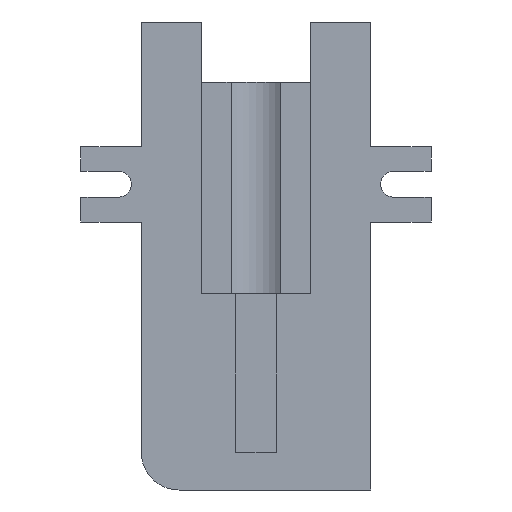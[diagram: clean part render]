
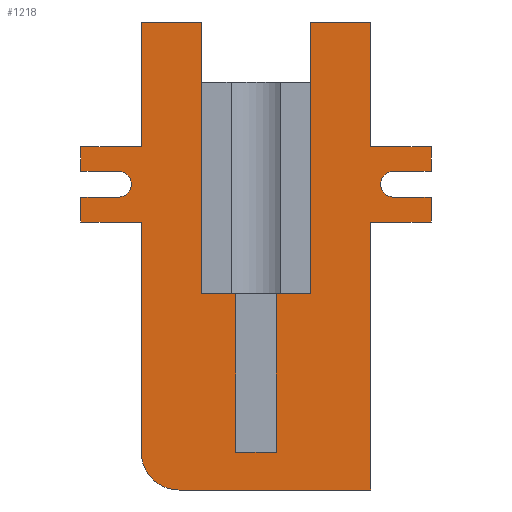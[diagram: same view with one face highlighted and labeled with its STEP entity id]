
A CAD part, front view. The second image highlights one B-rep face of the part: STEP entity #1218.
In plain terms, the highlighted planar face has unit normal (0, -1, 0).
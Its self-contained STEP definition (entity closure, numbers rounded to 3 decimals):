
#498=CARTESIAN_POINT('',(23.2,0.,7.8));
#499=VERTEX_POINT('',#498);
#506=CARTESIAN_POINT('',(23.2,0.,4.5));
#507=VERTEX_POINT('',#506);
#508=CARTESIAN_POINT('',(23.2,0.,7.8));
#509=DIRECTION('',(0.,0.,-1.));
#510=VECTOR('',#509,3.3);
#511=LINE('',#508,#510);
#512=EDGE_CURVE('',#499,#507,#511,.T.);
#528=CARTESIAN_POINT('',(15.2,0.,4.5));
#529=VERTEX_POINT('',#528);
#530=CARTESIAN_POINT('',(23.2,0.,4.5));
#531=DIRECTION('',(-1.,0.,0.));
#532=VECTOR('',#531,8.);
#533=LINE('',#530,#532);
#534=EDGE_CURVE('',#507,#529,#533,.T.);
#552=CARTESIAN_POINT('',(15.2,0.,-31.));
#553=VERTEX_POINT('',#552);
#554=CARTESIAN_POINT('',(15.2,0.,4.5));
#555=DIRECTION('',(0.,0.,-1.));
#556=VECTOR('',#555,35.5);
#557=LINE('',#554,#556);
#558=EDGE_CURVE('',#529,#553,#557,.T.);
#576=CARTESIAN_POINT('',(15.2,0.,31.));
#577=VERTEX_POINT('',#576);
#584=CARTESIAN_POINT('',(15.2,0.,14.5));
#585=VERTEX_POINT('',#584);
#586=CARTESIAN_POINT('',(15.2,0.,31.));
#587=DIRECTION('',(0.,0.,-1.));
#588=VECTOR('',#587,16.5);
#589=LINE('',#586,#588);
#590=EDGE_CURVE('',#577,#585,#589,.T.);
#608=CARTESIAN_POINT('',(-10.2,0.,-31.));
#609=VERTEX_POINT('',#608);
#610=CARTESIAN_POINT('',(-10.2,0.,-31.));
#611=DIRECTION('',(1.,0.,-0.));
#612=VECTOR('',#611,25.4);
#613=LINE('',#610,#612);
#614=EDGE_CURVE('',#609,#553,#613,.T.);
#647=CARTESIAN_POINT('',(-15.2,0.,-26.));
#648=VERTEX_POINT('',#647);
#655=CARTESIAN_POINT('',(-15.2,0.,4.5));
#656=VERTEX_POINT('',#655);
#657=CARTESIAN_POINT('',(-15.2,0.,4.5));
#658=DIRECTION('',(0.,0.,-1.));
#659=VECTOR('',#658,30.5);
#660=LINE('',#657,#659);
#661=EDGE_CURVE('',#656,#648,#660,.T.);
#677=CARTESIAN_POINT('',(-23.2,0.,4.5));
#678=VERTEX_POINT('',#677);
#679=CARTESIAN_POINT('',(-23.2,0.,4.5));
#680=DIRECTION('',(1.,0.,0.));
#681=VECTOR('',#680,8.);
#682=LINE('',#679,#681);
#683=EDGE_CURVE('',#678,#656,#682,.T.);
#701=CARTESIAN_POINT('',(-23.2,0.,7.8));
#702=VERTEX_POINT('',#701);
#703=CARTESIAN_POINT('',(-23.2,0.,7.8));
#704=DIRECTION('',(0.,0.,-1.));
#705=VECTOR('',#704,3.3);
#706=LINE('',#703,#705);
#707=EDGE_CURVE('',#702,#678,#706,.T.);
#725=CARTESIAN_POINT('',(-18.2,0.,7.8));
#726=VERTEX_POINT('',#725);
#727=CARTESIAN_POINT('',(-18.2,0.,7.8));
#728=DIRECTION('',(-1.,0.,0.));
#729=VECTOR('',#728,5.);
#730=LINE('',#727,#729);
#731=EDGE_CURVE('',#726,#702,#730,.T.);
#749=CARTESIAN_POINT('',(-18.2,0.,11.2));
#750=VERTEX_POINT('',#749);
#751=CARTESIAN_POINT('',(-18.2,0.,9.5));
#752=DIRECTION('',(0.,-1.,0.));
#753=DIRECTION('',(0.,0.,-1.));
#754=AXIS2_PLACEMENT_3D('',#751,#752,#753);
#755=CIRCLE('',#754,1.7);
#756=EDGE_CURVE('',#726,#750,#755,.T.);
#774=CARTESIAN_POINT('',(-23.2,0.,11.2));
#775=VERTEX_POINT('',#774);
#776=CARTESIAN_POINT('',(-18.2,0.,11.2));
#777=DIRECTION('',(-1.,0.,0.));
#778=VECTOR('',#777,5.);
#779=LINE('',#776,#778);
#780=EDGE_CURVE('',#750,#775,#779,.T.);
#798=CARTESIAN_POINT('',(-23.2,0.,14.5));
#799=VERTEX_POINT('',#798);
#800=CARTESIAN_POINT('',(-23.2,0.,14.5));
#801=DIRECTION('',(-0.,0.,-1.));
#802=VECTOR('',#801,3.3);
#803=LINE('',#800,#802);
#804=EDGE_CURVE('',#799,#775,#803,.T.);
#822=CARTESIAN_POINT('',(-15.2,0.,14.5));
#823=VERTEX_POINT('',#822);
#824=CARTESIAN_POINT('',(-23.2,0.,14.5));
#825=DIRECTION('',(1.,0.,0.));
#826=VECTOR('',#825,8.);
#827=LINE('',#824,#826);
#828=EDGE_CURVE('',#799,#823,#827,.T.);
#846=CARTESIAN_POINT('',(-15.2,0.,31.));
#847=VERTEX_POINT('',#846);
#848=CARTESIAN_POINT('',(-15.2,0.,31.));
#849=DIRECTION('',(0.,0.,-1.));
#850=VECTOR('',#849,16.5);
#851=LINE('',#848,#850);
#852=EDGE_CURVE('',#847,#823,#851,.T.);
#870=CARTESIAN_POINT('',(-7.2,0.,31.));
#871=VERTEX_POINT('',#870);
#872=CARTESIAN_POINT('',(-15.2,0.,31.));
#873=DIRECTION('',(1.,0.,0.));
#874=VECTOR('',#873,8.);
#875=LINE('',#872,#874);
#876=EDGE_CURVE('',#847,#871,#875,.T.);
#903=CARTESIAN_POINT('',(-7.2,0.,-5.));
#904=VERTEX_POINT('',#903);
#920=CARTESIAN_POINT('',(-7.2,0.,-5.));
#921=DIRECTION('',(-0.,0.,1.));
#922=VECTOR('',#921,36.);
#923=LINE('',#920,#922);
#924=EDGE_CURVE('',#904,#871,#923,.T.);
#934=CARTESIAN_POINT('',(2.65,0.,-26.));
#935=VERTEX_POINT('',#934);
#943=CARTESIAN_POINT('',(-2.65,0.,-26.));
#944=VERTEX_POINT('',#943);
#951=CARTESIAN_POINT('',(-2.65,0.,-26.));
#952=DIRECTION('',(1.,0.,-0.));
#953=VECTOR('',#952,5.3);
#954=LINE('',#951,#953);
#955=EDGE_CURVE('',#944,#935,#954,.T.);
#991=CARTESIAN_POINT('',(7.2,0.,-5.));
#992=VERTEX_POINT('',#991);
#999=CARTESIAN_POINT('',(7.2,0.,31.));
#1000=VERTEX_POINT('',#999);
#1001=CARTESIAN_POINT('',(7.2,0.,-5.));
#1002=DIRECTION('',(0.,0.,1.));
#1003=VECTOR('',#1002,36.);
#1004=LINE('',#1001,#1003);
#1005=EDGE_CURVE('',#992,#1000,#1004,.T.);
#1029=CARTESIAN_POINT('',(7.2,0.,31.));
#1030=DIRECTION('',(1.,0.,-0.));
#1031=VECTOR('',#1030,8.);
#1032=LINE('',#1029,#1031);
#1033=EDGE_CURVE('',#1000,#577,#1032,.T.);
#1043=CARTESIAN_POINT('',(23.2,0.,14.5));
#1044=VERTEX_POINT('',#1043);
#1045=CARTESIAN_POINT('',(23.2,0.,14.5));
#1046=DIRECTION('',(-1.,0.,0.));
#1047=VECTOR('',#1046,8.);
#1048=LINE('',#1045,#1047);
#1049=EDGE_CURVE('',#1044,#585,#1048,.T.);
#1067=CARTESIAN_POINT('',(23.2,0.,11.2));
#1068=VERTEX_POINT('',#1067);
#1077=CARTESIAN_POINT('',(23.2,0.,14.5));
#1078=DIRECTION('',(0.,0.,-1.));
#1079=VECTOR('',#1078,3.3);
#1080=LINE('',#1077,#1079);
#1081=EDGE_CURVE('',#1044,#1068,#1080,.T.);
#1091=CARTESIAN_POINT('',(18.2,0.,11.2));
#1092=VERTEX_POINT('',#1091);
#1093=CARTESIAN_POINT('',(18.2,0.,11.2));
#1094=DIRECTION('',(1.,0.,-0.));
#1095=VECTOR('',#1094,5.);
#1096=LINE('',#1093,#1095);
#1097=EDGE_CURVE('',#1092,#1068,#1096,.T.);
#1115=CARTESIAN_POINT('',(18.2,0.,7.8));
#1116=VERTEX_POINT('',#1115);
#1117=CARTESIAN_POINT('',(18.2,0.,9.5));
#1118=DIRECTION('',(0.,1.,0.));
#1119=DIRECTION('',(0.,-0.,1.));
#1120=AXIS2_PLACEMENT_3D('',#1117,#1118,#1119);
#1121=CIRCLE('',#1120,1.7);
#1122=EDGE_CURVE('',#1116,#1092,#1121,.T.);
#1140=CARTESIAN_POINT('',(18.2,0.,7.8));
#1141=DIRECTION('',(1.,0.,-0.));
#1142=VECTOR('',#1141,5.);
#1143=LINE('',#1140,#1142);
#1144=EDGE_CURVE('',#1116,#499,#1143,.T.);
#1152=CARTESIAN_POINT('',(-18.2,0.,9.5));
#1153=DIRECTION('',(0.,-1.,0.));
#1154=DIRECTION('',(0.,0.,-1.));
#1155=AXIS2_PLACEMENT_3D('',#1152,#1153,#1154);
#1156=PLANE('',#1155);
#1157=ORIENTED_EDGE('',*,*,#661,.T.);
#1158=CARTESIAN_POINT('',(-10.2,0.,-26.));
#1159=DIRECTION('',(0.,-1.,0.));
#1160=DIRECTION('',(0.,0.,-1.));
#1161=AXIS2_PLACEMENT_3D('',#1158,#1159,#1160);
#1162=CIRCLE('',#1161,5.);
#1163=EDGE_CURVE('',#648,#609,#1162,.T.);
#1164=ORIENTED_EDGE('',*,*,#1163,.T.);
#1165=ORIENTED_EDGE('',*,*,#614,.T.);
#1166=ORIENTED_EDGE('',*,*,#558,.F.);
#1167=ORIENTED_EDGE('',*,*,#534,.F.);
#1168=ORIENTED_EDGE('',*,*,#512,.F.);
#1169=ORIENTED_EDGE('',*,*,#1144,.F.);
#1170=ORIENTED_EDGE('',*,*,#1122,.T.);
#1171=ORIENTED_EDGE('',*,*,#1097,.T.);
#1172=ORIENTED_EDGE('',*,*,#1081,.F.);
#1173=ORIENTED_EDGE('',*,*,#1049,.T.);
#1174=ORIENTED_EDGE('',*,*,#590,.F.);
#1175=ORIENTED_EDGE('',*,*,#1033,.F.);
#1176=ORIENTED_EDGE('',*,*,#1005,.F.);
#1177=CARTESIAN_POINT('',(2.65,0.,-5.));
#1178=VERTEX_POINT('',#1177);
#1179=CARTESIAN_POINT('',(7.2,0.,-5.));
#1180=DIRECTION('',(-1.,0.,0.));
#1181=VECTOR('',#1180,4.55);
#1182=LINE('',#1179,#1181);
#1183=EDGE_CURVE('',#992,#1178,#1182,.T.);
#1184=ORIENTED_EDGE('',*,*,#1183,.T.);
#1185=CARTESIAN_POINT('',(2.65,0.,-26.));
#1186=DIRECTION('',(-0.,0.,1.));
#1187=VECTOR('',#1186,21.);
#1188=LINE('',#1185,#1187);
#1189=EDGE_CURVE('',#935,#1178,#1188,.T.);
#1190=ORIENTED_EDGE('',*,*,#1189,.F.);
#1191=ORIENTED_EDGE('',*,*,#955,.F.);
#1192=CARTESIAN_POINT('',(-2.65,0.,-5.));
#1193=VERTEX_POINT('',#1192);
#1194=CARTESIAN_POINT('',(-2.65,0.,-26.));
#1195=DIRECTION('',(0.,0.,1.));
#1196=VECTOR('',#1195,21.);
#1197=LINE('',#1194,#1196);
#1198=EDGE_CURVE('',#944,#1193,#1197,.T.);
#1199=ORIENTED_EDGE('',*,*,#1198,.T.);
#1200=CARTESIAN_POINT('',(-7.2,0.,-5.));
#1201=DIRECTION('',(1.,0.,0.));
#1202=VECTOR('',#1201,4.55);
#1203=LINE('',#1200,#1202);
#1204=EDGE_CURVE('',#904,#1193,#1203,.T.);
#1205=ORIENTED_EDGE('',*,*,#1204,.F.);
#1206=ORIENTED_EDGE('',*,*,#924,.T.);
#1207=ORIENTED_EDGE('',*,*,#876,.F.);
#1208=ORIENTED_EDGE('',*,*,#852,.T.);
#1209=ORIENTED_EDGE('',*,*,#828,.F.);
#1210=ORIENTED_EDGE('',*,*,#804,.T.);
#1211=ORIENTED_EDGE('',*,*,#780,.F.);
#1212=ORIENTED_EDGE('',*,*,#756,.F.);
#1213=ORIENTED_EDGE('',*,*,#731,.T.);
#1214=ORIENTED_EDGE('',*,*,#707,.T.);
#1215=ORIENTED_EDGE('',*,*,#683,.T.);
#1216=EDGE_LOOP('',(#1157,#1164,#1165,#1166,#1167,#1168,#1169,#1170,#1171,#1172,#1173,#1174,#1175,#1176,#1184,#1190,#1191,#1199,#1205,#1206,#1207,#1208,#1209,#1210,#1211,#1212,
#1213,#1214,#1215));
#1217=FACE_BOUND('',#1216,.T.);
#1218=ADVANCED_FACE('',(#1217),#1156,.T.);
